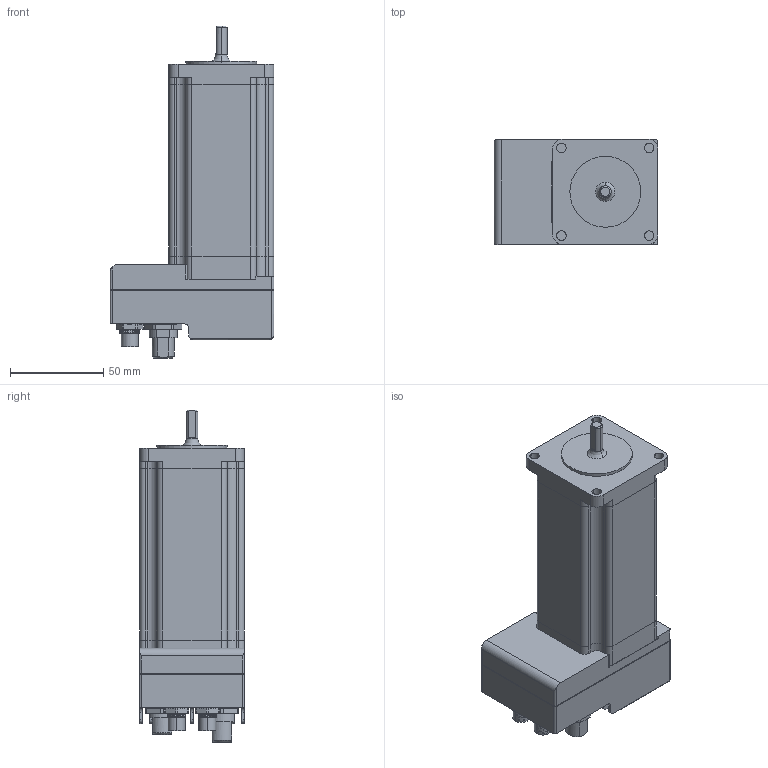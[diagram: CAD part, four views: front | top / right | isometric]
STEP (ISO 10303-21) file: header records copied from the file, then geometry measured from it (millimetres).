
FILE_DESCRIPTION (( 'STEP AP203' ), '1' );
FILE_NAME ('IST-23L16EC10.STEP', '2018-03-21T10:38:23', ( 'owner' ), ( '' ), 'SwSTEP 2.0', 'SolidWorks 2013', '' );
FILE_SCHEMA (( 'CONFIG_CONTROL_DESIGN' ));
Products named in the file (1): IST-23L16EC10
Bounding box: 87.9 x 56.4 x 178.41 mm (x, y, z)
Volume: 277873.5 mm3; surface area: 142386.7 mm2
Topology: 35 solids, 42 shells, 1753 faces, 4417 edges, 2852 vertices
Faces by surface type: cylinder 761, plane 732, cone 136, bspline 68, torus 40, sphere 16
Entity records: 66241 total; most frequent: CARTESIAN_POINT 23488, DIRECTION 9190, ORIENTED_EDGE 8754, EDGE_CURVE 4377, AXIS2_PLACEMENT_3D 3398, VERTEX_POINT 2852, LINE 2394, VECTOR 2394
